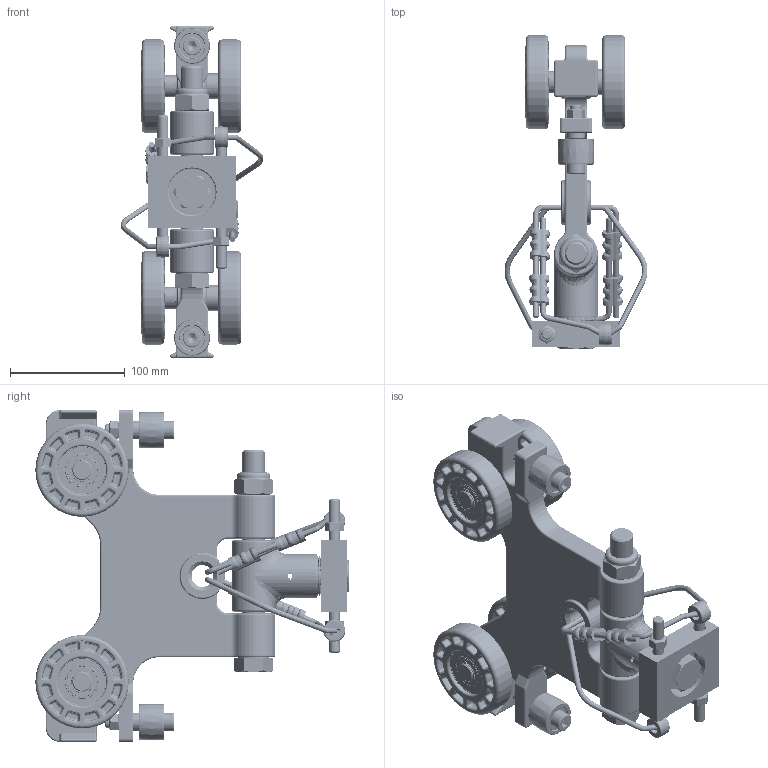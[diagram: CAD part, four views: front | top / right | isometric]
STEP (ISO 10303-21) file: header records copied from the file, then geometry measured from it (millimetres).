
FILE_DESCRIPTION((''),'2;1');
FILE_NAME('22039 ETA-4 520B 2000LB RL.stp','2011-02-22T08:26:11',('jholman'),(''),'Autodesk Inventor 2009','Autodesk Inventor 2009','');
FILE_SCHEMA(('AUTOMOTIVE_DESIGN { 1 0 10303 214 1 1 1 1 }'));
Length unit declared in the file: inch
Products named in the file (29): 22039; 20019; 3D11Y4B4D; 3D11JDF4B; 3D11I6B4A; 3D11H6B4A; 3D11ODF4B; 3D11KDF4A; 3D11MDF4A; 3D11LDF4A; 3D11NDF4A; Hex Nut - UNC (Regular Thread - Inch) 3/8 - 16; Hex Cap Screw - Metric M20 x 180; 3D1173G4D; Forged Socket Head Cap Screw - Metric M10x1.5 x 50; 3D11FDF4B; 3D11HDF4B; 3D11IDF4A; 3D11CUC4C; 3D1195B4B; 3D11T2B4A; 3D11G3B4A; 59965; Hex Cap Screw - Inch 3/4-10 UNC - 2.25_1; 3D114FD4B; 3D11D9B4B; ANSI/AFBMA 21.1 NT - Thrust Needle Roller And Cage Assembly (Inch) 20NT01; 3D11CGF4D; 3D114OD4A
Assembly tree (51 placements, depth 4):
  22039
    20019
      3D11Y4B4D
      3D11JDF4B  x2
      3D11I6B4A  x2
      3D11H6B4A  x4
      3D11ODF4B  x2
        3D11KDF4A
        3D11MDF4A
        3D11LDF4A
        3D11NDF4A
      Hex Nut - UNC (Regular Thread - Inch) 3/8 - 16  x2
      Hex Cap Screw - Metric M20 x 180
      3D1173G4D
      Forged Socket Head Cap Screw - Metric M10x1.5 x 50  x2
      3D11FDF4B  x4
        3D11HDF4B
        3D11IDF4A
    3D11CUC4C
      3D1195B4B
      3D11T2B4A
      3D11G3B4A
      59965
      Hex Cap Screw - Inch 3/4-10 UNC - 2.25_1
      3D114FD4B  x2
      Hex Nut - UNC (Regular Thread - Inch) 3/8 - 16  x2
      3D11D9B4B  x4
      ANSI/AFBMA 21.1 NT - Thrust Needle Roller And Cage Assembly (Inch) 20NT01  x2
    3D11CGF4D  x2
    3D114OD4A  x4
Bounding box: 124.46 x 272.68 x 288.93 mm (x, y, z)
Volume: 1286221 mm3; surface area: 346412.1 mm2
Topology: 86 solids, 86 shells, 4915 faces, 11228 edges, 6243 vertices
Faces by surface type: bspline 2066, plane 1112, cylinder 733, torus 525, cone 295, sphere 184
Full cylindrical faces by diameter (mm): 2 x32, 4.763 x16, 6.35 x2, 9.525 x8, 9.754 x2, 10 x2, 12.7 x4, 15.875 x2, 15.977 x4, 16 x2, 16.954 x8, 16.993 x4, 17.602 x1, 17.78 x2, 17.882 x2, 18.974 x1, 19.05 x7, 20 x3, 22.098 x4, 22.174 x4, 22.225 x6, 22.606 x4, 25.718 x1, 26.594 x4, 26.797 x4, 27.7 x1, 28.575 x4, 28.577 x1, 34.925 x4, 35.001 x2
Entity records: 69256 total; most frequent: CARTESIAN_POINT 34365, ORIENTED_EDGE 6874, DIRECTION 6684, EDGE_CURVE 3437, AXIS2_PLACEMENT_3D 2843, VERTEX_POINT 2094, EDGE_LOOP 2043, FACE_OUTER_BOUND 1669
